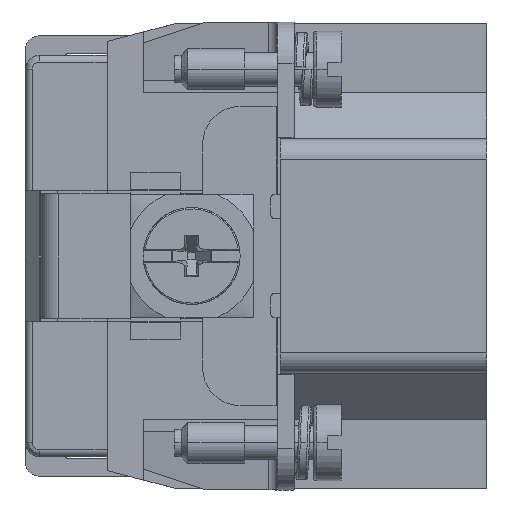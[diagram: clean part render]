
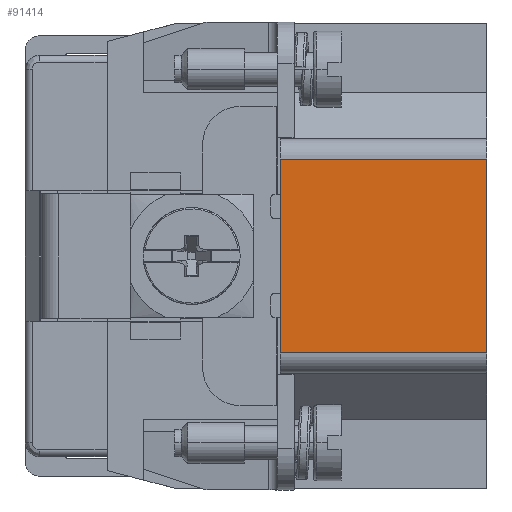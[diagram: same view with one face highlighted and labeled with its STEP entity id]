
A CAD part, left-side view. The second image highlights one B-rep face of the part: STEP entity #91414.
In plain terms, the highlighted planar face has unit normal (-1, 0, 0).
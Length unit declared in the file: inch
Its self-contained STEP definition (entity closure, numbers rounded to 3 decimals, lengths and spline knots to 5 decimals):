
#177 = ORIENTED_EDGE ( 'NONE', *, *, #42425, .F. ) ;
#1151 = VERTEX_POINT ( 'NONE', #11008 ) ;
#1197 = PLANE ( 'NONE',  #116980 ) ;
#6687 = DIRECTION ( 'NONE',  ( 0., 1., 0. ) ) ;
#7125 = DIRECTION ( 'NONE',  ( 0., 0., 1. ) ) ;
#8819 = CARTESIAN_POINT ( 'NONE',  ( -3.56639, -1.03571, 1.57442 ) ) ;
#11008 = CARTESIAN_POINT ( 'NONE',  ( -3.56639, -1.03571, 1.02324 ) ) ;
#29691 = EDGE_LOOP ( 'NONE', ( #110110, #177, #77666, #133257 ) ) ;
#30063 = EDGE_CURVE ( 'NONE', #40130, #130090, #108680, .T. ) ;
#31574 = DIRECTION ( 'NONE',  ( 0., 0., -1. ) ) ;
#40130 = VERTEX_POINT ( 'NONE', #40567 ) ;
#40567 = CARTESIAN_POINT ( 'NONE',  ( -3.56639, -0.44909, 1.02324 ) ) ;
#41722 = VECTOR ( 'NONE', #48531, 39.37008 ) ;
#42140 = VECTOR ( 'NONE', #7125, 39.37008 ) ;
#42425 = EDGE_CURVE ( 'NONE', #47216, #1151, #121601, .T. ) ;
#46699 = CARTESIAN_POINT ( 'NONE',  ( -3.56639, -0.44909, 1.57442 ) ) ;
#47216 = VERTEX_POINT ( 'NONE', #8819 ) ;
#48474 = CARTESIAN_POINT ( 'NONE',  ( -3.56639, -0.44909, 1.57442 ) ) ;
#48531 = DIRECTION ( 'NONE',  ( 0., 0., -1. ) ) ;
#50867 = VECTOR ( 'NONE', #124612, 39.37008 ) ;
#60548 = LINE ( 'NONE', #92945, #50867 ) ;
#63918 = FACE_OUTER_BOUND ( 'NONE', #29691, .T. ) ;
#73506 = EDGE_CURVE ( 'NONE', #130090, #47216, #60548, .T. ) ;
#74261 = DIRECTION ( 'NONE',  ( 1., 0., 0. ) ) ;
#74942 = CARTESIAN_POINT ( 'NONE',  ( -3.56639, 0.15721, 1.57442 ) ) ;
#75081 = VECTOR ( 'NONE', #6687, 39.37008 ) ;
#77666 = ORIENTED_EDGE ( 'NONE', *, *, #73506, .F. ) ;
#78219 = CARTESIAN_POINT ( 'NONE',  ( -3.56639, -1.03571, 1.02324 ) ) ;
#91414 = ADVANCED_FACE ( 'NONE', ( #63918 ), #1197, .F. ) ;
#92168 = LINE ( 'NONE', #101812, #75081 ) ;
#92945 = CARTESIAN_POINT ( 'NONE',  ( -3.56639, 0.15721, 1.57442 ) ) ;
#101812 = CARTESIAN_POINT ( 'NONE',  ( -3.56639, 0.15721, 1.02324 ) ) ;
#101911 = EDGE_CURVE ( 'NONE', #1151, #40130, #92168, .T. ) ;
#108680 = LINE ( 'NONE', #48474, #42140 ) ;
#110110 = ORIENTED_EDGE ( 'NONE', *, *, #101911, .F. ) ;
#116980 = AXIS2_PLACEMENT_3D ( 'NONE', #74942, #74261, #31574 ) ;
#121601 = LINE ( 'NONE', #78219, #41722 ) ;
#124612 = DIRECTION ( 'NONE',  ( 0., -1., 0. ) ) ;
#130090 = VERTEX_POINT ( 'NONE', #46699 ) ;
#133257 = ORIENTED_EDGE ( 'NONE', *, *, #30063, .F. ) ;
